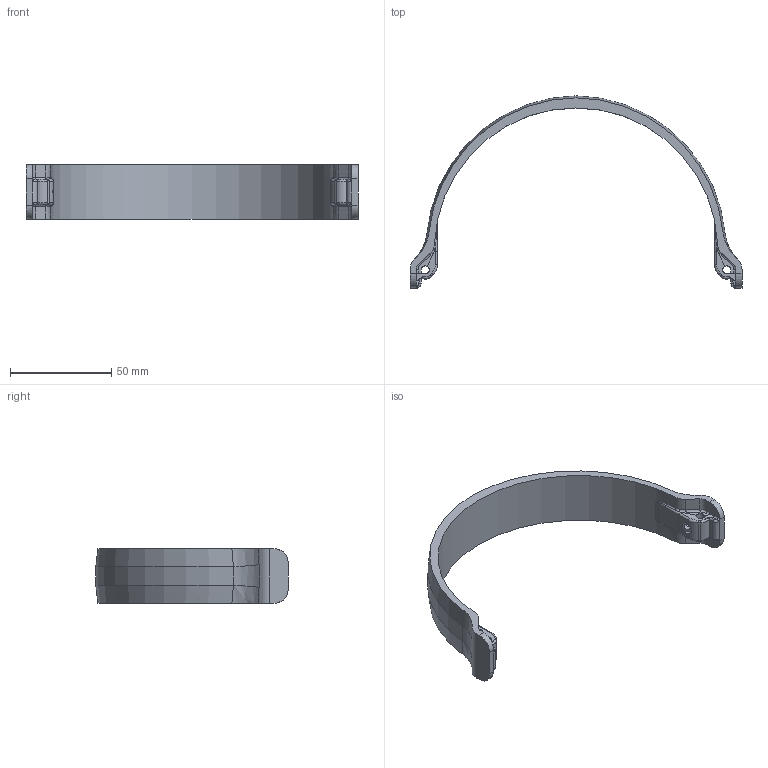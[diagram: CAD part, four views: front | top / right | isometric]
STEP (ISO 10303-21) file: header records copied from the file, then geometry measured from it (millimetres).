
FILE_DESCRIPTION(/* description */ (''),/* implementation_level */ '2;1');
FILE_NAME(/* name */ 'HeadBand v16.step',/* time_stamp */ '2022-02-03T05:46:01+00:00',/* author */ (''),/* organization */ (''),/* preprocessor_version */ 'ST-DEVELOPER v18.1',/* originating_system */ 'Autodesk Translation Framework v10.13.0.1454',/* authorisation */ '');
FILE_SCHEMA (('AUTOMOTIVE_DESIGN { 1 0 10303 214 3 1 1 }'));
Length unit declared in the file: millimetre
Products named in the file (1): HeadBand
Bounding box: 164 x 95 x 27 mm (x, y, z)
Volume: 35186.4 mm3; surface area: 18698.7 mm2
Topology: 3 solids, 3 shells, 179 faces, 461 edges, 286 vertices
Faces by surface type: cylinder 71, plane 56, bspline 24, torus 24, cone 4
Full cylindrical faces by diameter (mm): 3.2 x2, 4.7 x2
Entity records: 6346 total; most frequent: CARTESIAN_POINT 2049, ORIENTED_EDGE 914, DIRECTION 865, EDGE_CURVE 457, AXIS2_PLACEMENT_3D 332, VERTEX_POINT 286, LINE 201, VECTOR 201
